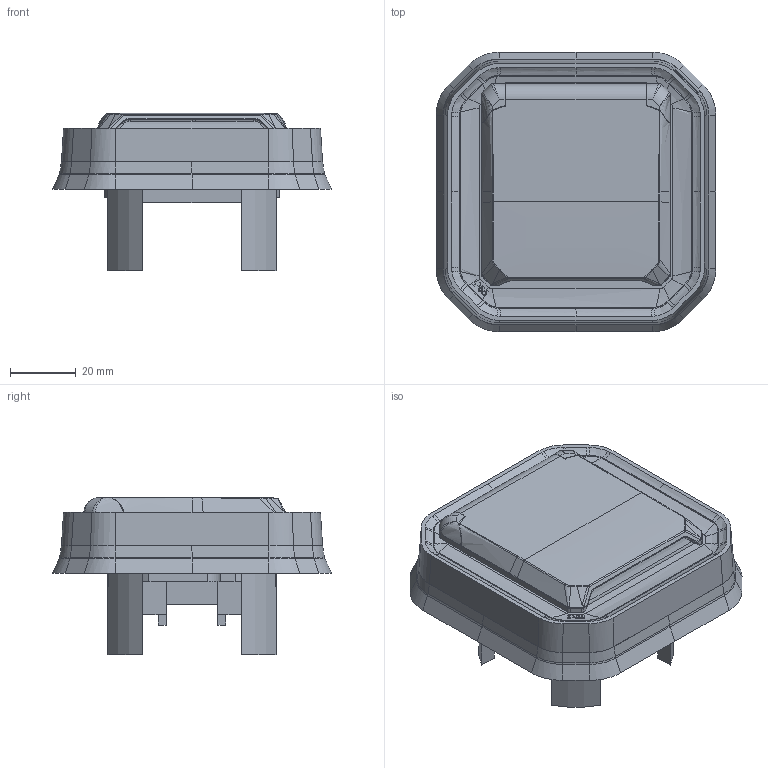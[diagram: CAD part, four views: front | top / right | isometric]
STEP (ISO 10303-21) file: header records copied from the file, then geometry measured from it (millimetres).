
FILE_DESCRIPTION(('CATIA V5 STEP Exchange','CAx-IF Rec.Pracs.--- Model Styling and Organization---1.5--- 2016-08-15','CAx-IF Rec.Pracs.---Supplemental Geometry---1.0---2011-11-01','CAx-IF Rec.Pracs.--- Composite Materials ---1.1---2010-07-15'),'2;1');
FILE_NAME('Volume Prise Encastre.stp','2021-12-22T12:40:44+00:00',('none'),('none'),'CATIA Version 5-6 Release 2020 SP3','CATIA V5 STEP AP214 v2','none');
FILE_SCHEMA(('AUTOMOTIVE_DESIGN { 1 0 10303 214 1 1 1 1 }'));
Length unit declared in the file: millimetre
Products named in the file (1): Volume Prise Encastre
Bounding box: 85.11 x 85.11 x 48.05 mm (x, y, z)
Volume: 130306 mm3; surface area: 50559.6 mm2
Topology: 4 solids, 4 shells, 551 faces, 1541 edges, 1002 vertices
Faces by surface type: bspline 240, plane 177, extrusion 86, cylinder 48
Entity records: 30955 total; most frequent: CARTESIAN_POINT 19454, ORIENTED_EDGE 3066, EDGE_CURVE 1533, DIRECTION 1119, VERTEX_POINT 1002, B_SPLINE_CURVE_WITH_KNOTS 952, VECTOR 664, LINE 578
